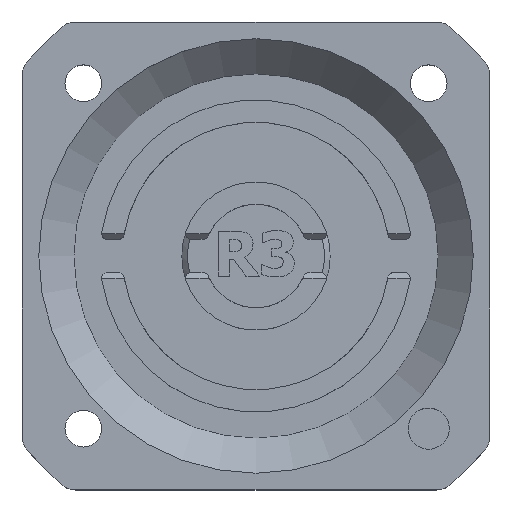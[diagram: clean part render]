
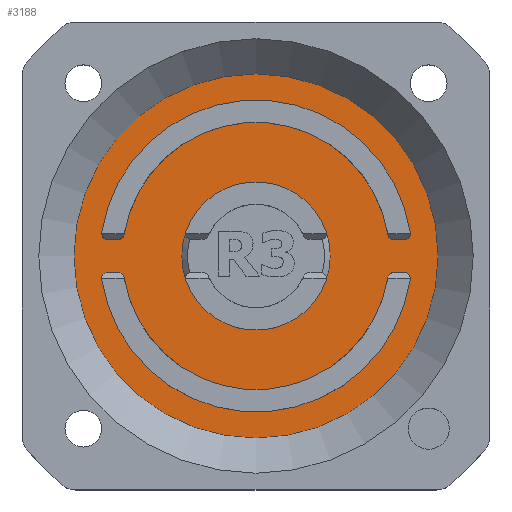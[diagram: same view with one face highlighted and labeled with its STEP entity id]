
A CAD part, top view. The second image highlights one B-rep face of the part: STEP entity #3188.
In plain terms, the highlighted planar face has unit normal (0, 0, 1).
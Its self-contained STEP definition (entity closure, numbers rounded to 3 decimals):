
#35=FACE_BOUND('',#481,.T.);
#36=FACE_BOUND('',#482,.T.);
#37=FACE_BOUND('',#483,.T.);
#125=PLANE('',#3475);
#294=FACE_OUTER_BOUND('',#480,.T.);
#480=EDGE_LOOP('',(#2743));
#481=EDGE_LOOP('',(#2744,#2745,#2746,#2747,#2748,#2749,#2750,#2751));
#482=EDGE_LOOP('',(#2752,#2753,#2754,#2755,#2756,#2757,#2758,#2759));
#483=EDGE_LOOP('',(#2760,#2761,#2762,#2763));
#611=CIRCLE('',#3292,6.65);
#614=CIRCLE('',#3298,0.5);
#624=CIRCLE('',#3328,0.5);
#625=CIRCLE('',#3335,0.5);
#626=CIRCLE('',#3337,0.5);
#627=CIRCLE('',#3340,0.5);
#628=CIRCLE('',#3346,0.5);
#630=CIRCLE('',#3349,0.5);
#631=CIRCLE('',#3356,0.5);
#632=CIRCLE('',#3358,12.);
#635=CIRCLE('',#3363,14.);
#638=CIRCLE('',#3369,6.65);
#639=CIRCLE('',#3371,14.);
#686=CIRCLE('',#3472,6.65);
#687=CIRCLE('',#3474,6.65);
#688=CIRCLE('',#3476,16.35);
#689=CIRCLE('',#3477,12.);
#734=LINE('',#4532,#1014);
#752=LINE('',#4636,#1032);
#760=LINE('',#4665,#1040);
#766=LINE('',#4689,#1046);
#1014=VECTOR('',#3648,10.);
#1032=VECTOR('',#3732,10.);
#1040=VECTOR('',#3762,10.);
#1046=VECTOR('',#3788,10.);
#1301=VERTEX_POINT('',#4424);
#1321=VERTEX_POINT('',#4490);
#1323=VERTEX_POINT('',#4507);
#1328=VERTEX_POINT('',#4520);
#1329=VERTEX_POINT('',#4522);
#1332=VERTEX_POINT('',#4530);
#1348=VERTEX_POINT('',#4587);
#1355=VERTEX_POINT('',#4619);
#1356=VERTEX_POINT('',#4621);
#1361=VERTEX_POINT('',#4635);
#1362=VERTEX_POINT('',#4639);
#1363=VERTEX_POINT('',#4643);
#1366=VERTEX_POINT('',#4650);
#1367=VERTEX_POINT('',#4652);
#1371=VERTEX_POINT('',#4664);
#1372=VERTEX_POINT('',#4668);
#1374=VERTEX_POINT('',#4674);
#1375=VERTEX_POINT('',#4676);
#1379=VERTEX_POINT('',#4688);
#1380=VERTEX_POINT('',#4692);
#1550=VERTEX_POINT('',#5562);
#1635=EDGE_CURVE('',#1323,#1321,#611,.T.);
#1641=EDGE_CURVE('',#1328,#1329,#614,.F.);
#1646=EDGE_CURVE('',#1332,#1328,#734,.T.);
#1679=EDGE_CURVE('',#1355,#1356,#624,.F.);
#1686=EDGE_CURVE('',#1356,#1361,#752,.T.);
#1688=EDGE_CURVE('',#1361,#1362,#625,.F.);
#1691=EDGE_CURVE('',#1363,#1332,#626,.F.);
#1694=EDGE_CURVE('',#1366,#1367,#627,.F.);
#1700=EDGE_CURVE('',#1367,#1371,#760,.T.);
#1702=EDGE_CURVE('',#1371,#1372,#628,.F.);
#1706=EDGE_CURVE('',#1374,#1375,#630,.F.);
#1712=EDGE_CURVE('',#1375,#1379,#766,.T.);
#1714=EDGE_CURVE('',#1379,#1380,#631,.F.);
#1716=EDGE_CURVE('',#1380,#1363,#632,.T.);
#1719=EDGE_CURVE('',#1372,#1355,#635,.T.);
#1722=EDGE_CURVE('',#1301,#1348,#638,.T.);
#1723=EDGE_CURVE('',#1329,#1374,#639,.T.);
#1971=EDGE_CURVE('',#1321,#1301,#686,.T.);
#1972=EDGE_CURVE('',#1348,#1323,#687,.T.);
#1973=EDGE_CURVE('',#1550,#1550,#688,.F.);
#1974=EDGE_CURVE('',#1362,#1366,#689,.T.);
#2743=ORIENTED_EDGE('',*,*,#1973,.T.);
#2744=ORIENTED_EDGE('',*,*,#1719,.F.);
#2745=ORIENTED_EDGE('',*,*,#1702,.F.);
#2746=ORIENTED_EDGE('',*,*,#1700,.F.);
#2747=ORIENTED_EDGE('',*,*,#1694,.F.);
#2748=ORIENTED_EDGE('',*,*,#1974,.F.);
#2749=ORIENTED_EDGE('',*,*,#1688,.F.);
#2750=ORIENTED_EDGE('',*,*,#1686,.F.);
#2751=ORIENTED_EDGE('',*,*,#1679,.F.);
#2752=ORIENTED_EDGE('',*,*,#1646,.F.);
#2753=ORIENTED_EDGE('',*,*,#1691,.F.);
#2754=ORIENTED_EDGE('',*,*,#1716,.F.);
#2755=ORIENTED_EDGE('',*,*,#1714,.F.);
#2756=ORIENTED_EDGE('',*,*,#1712,.F.);
#2757=ORIENTED_EDGE('',*,*,#1706,.F.);
#2758=ORIENTED_EDGE('',*,*,#1723,.F.);
#2759=ORIENTED_EDGE('',*,*,#1641,.F.);
#2760=ORIENTED_EDGE('',*,*,#1972,.F.);
#2761=ORIENTED_EDGE('',*,*,#1722,.F.);
#2762=ORIENTED_EDGE('',*,*,#1971,.F.);
#2763=ORIENTED_EDGE('',*,*,#1635,.F.);
#3188=ADVANCED_FACE('',(#294,#35,#36,#37),#125,.T.);
#3292=AXIS2_PLACEMENT_3D('',#4509,#3625,#3626);
#3298=AXIS2_PLACEMENT_3D('',#4523,#3639,#3640);
#3328=AXIS2_PLACEMENT_3D('',#4622,#3717,#3718);
#3335=AXIS2_PLACEMENT_3D('',#4640,#3736,#3737);
#3337=AXIS2_PLACEMENT_3D('',#4645,#3742,#3743);
#3340=AXIS2_PLACEMENT_3D('',#4653,#3749,#3750);
#3346=AXIS2_PLACEMENT_3D('',#4669,#3766,#3767);
#3349=AXIS2_PLACEMENT_3D('',#4677,#3774,#3775);
#3356=AXIS2_PLACEMENT_3D('',#4693,#3792,#3793);
#3358=AXIS2_PLACEMENT_3D('',#4696,#3797,#3798);
#3363=AXIS2_PLACEMENT_3D('',#4701,#3807,#3808);
#3369=AXIS2_PLACEMENT_3D('',#4707,#3819,#3820);
#3371=AXIS2_PLACEMENT_3D('',#4709,#3823,#3824);
#3472=AXIS2_PLACEMENT_3D('',#5558,#4172,#4173);
#3474=AXIS2_PLACEMENT_3D('',#5560,#4176,#4177);
#3475=AXIS2_PLACEMENT_3D('',#5561,#4178,#4179);
#3476=AXIS2_PLACEMENT_3D('',#5563,#4180,#4181);
#3477=AXIS2_PLACEMENT_3D('',#5564,#4182,#4183);
#3625=DIRECTION('center_axis',(0.,0.,1.));
#3626=DIRECTION('ref_axis',(-1.,0.,0.));
#3639=DIRECTION('center_axis',(0.,0.,-1.));
#3640=DIRECTION('ref_axis',(-0.758,0.653,0.));
#3648=DIRECTION('',(-1.,0.,0.));
#3717=DIRECTION('center_axis',(0.,0.,-1.));
#3718=DIRECTION('ref_axis',(-0.758,-0.653,0.));
#3732=DIRECTION('',(1.,0.,0.));
#3736=DIRECTION('center_axis',(0.,0.,-1.));
#3737=DIRECTION('ref_axis',(0.648,-0.762,0.));
#3742=DIRECTION('center_axis',(0.,0.,-1.));
#3743=DIRECTION('ref_axis',(0.648,0.762,0.));
#3749=DIRECTION('center_axis',(0.,0.,-1.));
#3750=DIRECTION('ref_axis',(-0.648,-0.762,0.));
#3762=DIRECTION('',(1.,0.,0.));
#3766=DIRECTION('center_axis',(0.,0.,-1.));
#3767=DIRECTION('ref_axis',(0.758,-0.653,0.));
#3774=DIRECTION('center_axis',(0.,0.,-1.));
#3775=DIRECTION('ref_axis',(0.758,0.653,0.));
#3788=DIRECTION('',(-1.,0.,0.));
#3792=DIRECTION('center_axis',(0.,0.,-1.));
#3793=DIRECTION('ref_axis',(-0.648,0.762,0.));
#3797=DIRECTION('center_axis',(0.,0.,-1.));
#3798=DIRECTION('ref_axis',(1.,0.,0.));
#3807=DIRECTION('center_axis',(0.,0.,1.));
#3808=DIRECTION('ref_axis',(-0.994,-0.107,0.));
#3819=DIRECTION('center_axis',(0.,0.,1.));
#3820=DIRECTION('ref_axis',(-1.,0.,0.));
#3823=DIRECTION('center_axis',(0.,0.,1.));
#3824=DIRECTION('ref_axis',(0.994,0.107,0.));
#4172=DIRECTION('center_axis',(0.,0.,1.));
#4173=DIRECTION('ref_axis',(-1.,0.,0.));
#4176=DIRECTION('center_axis',(0.,0.,1.));
#4177=DIRECTION('ref_axis',(-1.,0.,0.));
#4178=DIRECTION('center_axis',(0.,0.,1.));
#4179=DIRECTION('ref_axis',(1.,0.,0.));
#4180=DIRECTION('center_axis',(0.,0.,-1.));
#4181=DIRECTION('ref_axis',(1.,0.,0.));
#4182=DIRECTION('center_axis',(0.,0.,-1.));
#4183=DIRECTION('ref_axis',(1.,0.,0.));
#4424=CARTESIAN_POINT('',(6.289,2.163,-4.5));
#4490=CARTESIAN_POINT('',(6.289,-2.163,-4.5));
#4507=CARTESIAN_POINT('',(-6.289,-2.163,-4.5));
#4509=CARTESIAN_POINT('Origin',(0.,0.,-4.5));
#4520=CARTESIAN_POINT('',(-13.351,-1.5,-4.5));
#4522=CARTESIAN_POINT('',(-13.846,-2.074,-4.5));
#4523=CARTESIAN_POINT('Origin',(-13.351,-2.,-4.5));
#4530=CARTESIAN_POINT('',(-12.339,-1.5,-4.5));
#4532=CARTESIAN_POINT('',(-13.919,-1.5,-4.5));
#4587=CARTESIAN_POINT('',(-6.289,2.163,-4.5));
#4619=CARTESIAN_POINT('',(-13.846,2.074,-4.5));
#4621=CARTESIAN_POINT('',(-13.351,1.5,-4.5));
#4622=CARTESIAN_POINT('Origin',(-13.351,2.,-4.5));
#4635=CARTESIAN_POINT('',(-12.339,1.5,-4.5));
#4636=CARTESIAN_POINT('',(-11.906,1.5,-4.5));
#4639=CARTESIAN_POINT('',(-11.845,1.92,-4.5));
#4640=CARTESIAN_POINT('Origin',(-12.339,2.,-4.5));
#4643=CARTESIAN_POINT('',(-11.845,-1.92,-4.5));
#4645=CARTESIAN_POINT('Origin',(-12.339,-2.,-4.5));
#4650=CARTESIAN_POINT('',(11.845,1.92,-4.5));
#4652=CARTESIAN_POINT('',(12.339,1.5,-4.5));
#4653=CARTESIAN_POINT('Origin',(12.339,2.,-4.5));
#4664=CARTESIAN_POINT('',(13.351,1.5,-4.5));
#4665=CARTESIAN_POINT('',(13.919,1.5,-4.5));
#4668=CARTESIAN_POINT('',(13.846,2.074,-4.5));
#4669=CARTESIAN_POINT('Origin',(13.351,2.,-4.5));
#4674=CARTESIAN_POINT('',(13.846,-2.074,-4.5));
#4676=CARTESIAN_POINT('',(13.351,-1.5,-4.5));
#4677=CARTESIAN_POINT('Origin',(13.351,-2.,-4.5));
#4688=CARTESIAN_POINT('',(12.339,-1.5,-4.5));
#4689=CARTESIAN_POINT('',(11.906,-1.5,-4.5));
#4692=CARTESIAN_POINT('',(11.845,-1.92,-4.5));
#4693=CARTESIAN_POINT('Origin',(12.339,-2.,-4.5));
#4696=CARTESIAN_POINT('Origin',(0.,0.,-4.5));
#4701=CARTESIAN_POINT('Origin',(0.,0.,-4.5));
#4707=CARTESIAN_POINT('Origin',(0.,0.,-4.5));
#4709=CARTESIAN_POINT('Origin',(0.,0.,-4.5));
#5558=CARTESIAN_POINT('Origin',(0.,0.,-4.5));
#5560=CARTESIAN_POINT('Origin',(0.,0.,-4.5));
#5561=CARTESIAN_POINT('Origin',(0.,0.,-4.5));
#5562=CARTESIAN_POINT('',(-16.35,0.,-4.5));
#5563=CARTESIAN_POINT('Origin',(0.,0.,-4.5));
#5564=CARTESIAN_POINT('Origin',(0.,0.,-4.5));
